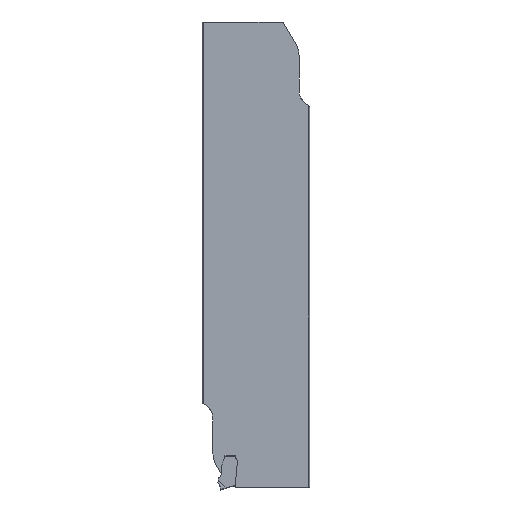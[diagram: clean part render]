
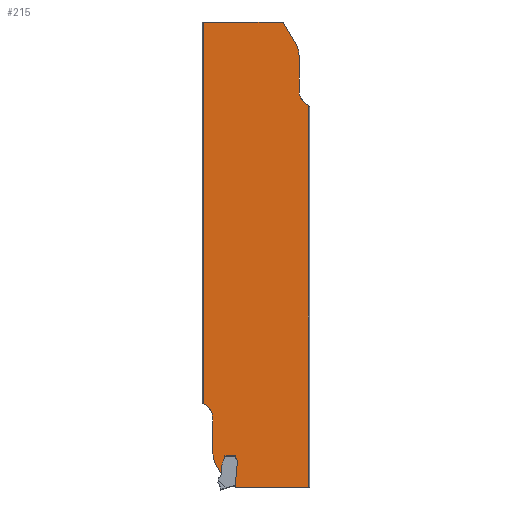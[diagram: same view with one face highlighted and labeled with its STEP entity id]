
A CAD part, left-side view. The second image highlights one B-rep face of the part: STEP entity #215.
In plain terms, the highlighted planar face has unit normal (-1, 0, 0).
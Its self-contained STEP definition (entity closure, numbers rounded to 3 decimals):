
#163=CIRCLE('',#1682,4.1);
#164=CIRCLE('',#1684,6.);
#165=CIRCLE('',#1685,1.);
#166=CIRCLE('',#1686,0.6);
#167=CIRCLE('',#1687,0.45);
#168=CIRCLE('',#1688,0.25);
#169=CIRCLE('',#1689,4.1);
#170=CIRCLE('',#1690,6.);
#215=ADVANCED_FACE('SHANKHEAD_FACE_LEFT',(#335),#295,.T.);
#295=PLANE('',#1691);
#335=FACE_OUTER_BOUND('',#416,.T.);
#416=EDGE_LOOP('',(#539,#540,#541,#542,#543,#544,#545,#546,#547,#548,#549,
#550,#551,#552,#553,#554,#555,#556,#557,#558,#559,#560,#561));
#496=B_SPLINE_CURVE_WITH_KNOTS('',3,(#2391,#2392,#2393,#2394,#2395,#2396,
#2397,#2398,#2399,#2400,#2401,#2402,#2403,#2404,#2405,#2406,#2407,#2408,
#2409,#2410,#2411,#2412,#2413),.UNSPECIFIED.,.F.,.F.,(4,1,1,1,1,1,1,1,1,
1,1,1,1,1,1,1,1,1,1,1,4),(0.,0.082,0.119,0.128,
0.135,0.156,0.167,0.185,0.192,
0.204,0.208,0.263,0.71,
0.787,0.814,0.829,0.85,0.858,
0.872,0.921,1.),.UNSPECIFIED.);
#539=ORIENTED_EDGE('',*,*,#1123,.F.);
#540=ORIENTED_EDGE('',*,*,#1122,.T.);
#541=ORIENTED_EDGE('',*,*,#1124,.T.);
#542=ORIENTED_EDGE('',*,*,#1125,.T.);
#543=ORIENTED_EDGE('',*,*,#1126,.T.);
#544=ORIENTED_EDGE('',*,*,#1127,.T.);
#545=ORIENTED_EDGE('',*,*,#1128,.F.);
#546=ORIENTED_EDGE('',*,*,#1129,.T.);
#547=ORIENTED_EDGE('',*,*,#1130,.T.);
#548=ORIENTED_EDGE('',*,*,#1131,.T.);
#549=ORIENTED_EDGE('',*,*,#1132,.F.);
#550=ORIENTED_EDGE('',*,*,#1133,.T.);
#551=ORIENTED_EDGE('',*,*,#1134,.T.);
#552=ORIENTED_EDGE('',*,*,#1135,.T.);
#553=ORIENTED_EDGE('',*,*,#1136,.F.);
#554=ORIENTED_EDGE('',*,*,#1137,.T.);
#555=ORIENTED_EDGE('',*,*,#1138,.T.);
#556=ORIENTED_EDGE('',*,*,#1139,.T.);
#557=ORIENTED_EDGE('',*,*,#1140,.T.);
#558=ORIENTED_EDGE('',*,*,#1141,.T.);
#559=ORIENTED_EDGE('',*,*,#1142,.T.);
#560=ORIENTED_EDGE('',*,*,#1143,.T.);
#561=ORIENTED_EDGE('',*,*,#1097,.T.);
#953=VERTEX_POINT('',#2298);
#954=VERTEX_POINT('',#2300);
#971=VERTEX_POINT('',#2356);
#976=VERTEX_POINT('',#2381);
#977=VERTEX_POINT('',#2386);
#978=VERTEX_POINT('',#2388);
#979=VERTEX_POINT('',#2390);
#980=VERTEX_POINT('',#2414);
#981=VERTEX_POINT('',#2416);
#982=VERTEX_POINT('',#2418);
#983=VERTEX_POINT('',#2420);
#984=VERTEX_POINT('',#2422);
#985=VERTEX_POINT('',#2424);
#986=VERTEX_POINT('',#2426);
#987=VERTEX_POINT('',#2428);
#988=VERTEX_POINT('',#2430);
#989=VERTEX_POINT('',#2432);
#990=VERTEX_POINT('',#2434);
#991=VERTEX_POINT('',#2436);
#992=VERTEX_POINT('',#2438);
#993=VERTEX_POINT('',#2440);
#994=VERTEX_POINT('',#2442);
#995=VERTEX_POINT('',#2444);
#1097=EDGE_CURVE('',#954,#953,#1318,.T.);
#1122=EDGE_CURVE('',#971,#976,#163,.T.);
#1123=EDGE_CURVE('',#971,#953,#1332,.T.);
#1124=EDGE_CURVE('',#976,#977,#1333,.T.);
#1125=EDGE_CURVE('',#977,#978,#164,.T.);
#1126=EDGE_CURVE('',#978,#979,#1334,.T.);
#1127=EDGE_CURVE('',#979,#980,#496,.T.);
#1128=EDGE_CURVE('',#981,#980,#165,.T.);
#1129=EDGE_CURVE('',#981,#982,#1335,.T.);
#1130=EDGE_CURVE('',#982,#983,#166,.T.);
#1131=EDGE_CURVE('',#983,#984,#1336,.T.);
#1132=EDGE_CURVE('',#985,#984,#1337,.T.);
#1133=EDGE_CURVE('',#985,#986,#1338,.T.);
#1134=EDGE_CURVE('',#986,#987,#167,.T.);
#1135=EDGE_CURVE('',#987,#988,#1339,.T.);
#1136=EDGE_CURVE('',#989,#988,#168,.T.);
#1137=EDGE_CURVE('',#989,#990,#1340,.T.);
#1138=EDGE_CURVE('',#990,#991,#1341,.T.);
#1139=EDGE_CURVE('',#991,#992,#1342,.T.);
#1140=EDGE_CURVE('',#992,#993,#169,.T.);
#1141=EDGE_CURVE('',#993,#994,#1343,.T.);
#1142=EDGE_CURVE('',#994,#995,#170,.T.);
#1143=EDGE_CURVE('',#995,#954,#1344,.T.);
#1318=LINE('',#2299,#1453);
#1332=LINE('',#2384,#1467);
#1333=LINE('',#2385,#1468);
#1334=LINE('',#2389,#1469);
#1335=LINE('',#2417,#1470);
#1336=LINE('',#2421,#1471);
#1337=LINE('',#2423,#1472);
#1338=LINE('',#2425,#1473);
#1339=LINE('',#2429,#1474);
#1340=LINE('',#2433,#1475);
#1341=LINE('',#2435,#1476);
#1342=LINE('',#2437,#1477);
#1343=LINE('',#2441,#1478);
#1344=LINE('',#2445,#1479);
#1453=VECTOR('',#1838,1.);
#1467=VECTOR('',#1878,1.);
#1468=VECTOR('',#1879,1.);
#1469=VECTOR('',#1882,1.);
#1470=VECTOR('',#1885,1.);
#1471=VECTOR('',#1888,1.);
#1472=VECTOR('',#1889,1.);
#1473=VECTOR('',#1890,1.);
#1474=VECTOR('',#1893,1.);
#1475=VECTOR('',#1896,1.);
#1476=VECTOR('',#1897,1.);
#1477=VECTOR('',#1898,1.);
#1478=VECTOR('',#1901,1.);
#1479=VECTOR('',#1904,1.);
#1682=AXIS2_PLACEMENT_3D('',#2382,#1874,#1875);
#1684=AXIS2_PLACEMENT_3D('',#2387,#1880,#1881);
#1685=AXIS2_PLACEMENT_3D('',#2415,#1883,#1884);
#1686=AXIS2_PLACEMENT_3D('',#2419,#1886,#1887);
#1687=AXIS2_PLACEMENT_3D('',#2427,#1891,#1892);
#1688=AXIS2_PLACEMENT_3D('',#2431,#1894,#1895);
#1689=AXIS2_PLACEMENT_3D('',#2439,#1899,#1900);
#1690=AXIS2_PLACEMENT_3D('',#2443,#1902,#1903);
#1691=AXIS2_PLACEMENT_3D('',#2446,#1905,#1906);
#1838=DIRECTION('',(0.,1.,0.));
#1874=DIRECTION('',(1.,0.,0.));
#1875=DIRECTION('',(0.,1.,0.));
#1878=DIRECTION('',(0.,0.,1.));
#1879=DIRECTION('',(0.,0.,-1.));
#1880=DIRECTION('',(-1.,0.,0.));
#1881=DIRECTION('',(0.,1.,0.));
#1882=DIRECTION('',(0.,-0.5,-0.866));
#1883=DIRECTION('',(-1.,0.,0.));
#1884=DIRECTION('',(0.,1.,0.));
#1885=DIRECTION('',(0.,-0.383,0.924));
#1886=DIRECTION('',(-1.,0.,0.));
#1887=DIRECTION('',(0.,1.,0.));
#1888=DIRECTION('',(0.,-0.194,0.981));
#1889=DIRECTION('',(0.,1.,0.));
#1890=DIRECTION('',(0.,0.,-1.));
#1891=DIRECTION('',(-1.,0.,0.));
#1892=DIRECTION('',(0.,1.,0.));
#1893=DIRECTION('',(0.,-0.574,-0.819));
#1894=DIRECTION('',(-1.,0.,0.));
#1895=DIRECTION('',(0.,1.,0.));
#1896=DIRECTION('',(0.,0.087,-0.996));
#1897=DIRECTION('',(0.,-1.,0.));
#1898=DIRECTION('',(0.,0.,1.));
#1899=DIRECTION('',(1.,0.,0.));
#1900=DIRECTION('',(0.,1.,0.));
#1901=DIRECTION('',(0.,0.,1.));
#1902=DIRECTION('',(-1.,0.,0.));
#1903=DIRECTION('',(0.,1.,0.));
#1904=DIRECTION('',(0.,0.5,0.866));
#1905=DIRECTION('',(-1.,0.,0.));
#1906=DIRECTION('',(0.,1.,0.));
#2298=CARTESIAN_POINT('',(-2.35,25.27,0.));
#2299=CARTESIAN_POINT('',(-2.35,28.25,0.));
#2300=CARTESIAN_POINT('',(-2.35,6.56,0.));
#2356=CARTESIAN_POINT('',(-2.35,25.27,-89.675));
#2381=CARTESIAN_POINT('',(-2.35,23.085,-93.3));
#2382=CARTESIAN_POINT('',(-2.35,27.185,-93.3));
#2384=CARTESIAN_POINT('',(-2.35,25.27,-121.));
#2385=CARTESIAN_POINT('',(-2.35,23.085,-124.085));
#2386=CARTESIAN_POINT('',(-2.35,23.085,-101.256));
#2387=CARTESIAN_POINT('',(-2.35,17.085,-101.256));
#2388=CARTESIAN_POINT('',(-2.35,22.281,-104.256));
#2389=CARTESIAN_POINT('',(-2.35,15.187,-116.543));
#2390=CARTESIAN_POINT('',(-2.35,21.139,-106.235));
#2391=CARTESIAN_POINT('',(-2.35,21.624,-107.086));
#2392=CARTESIAN_POINT('',(-2.35,21.548,-107.042));
#2393=CARTESIAN_POINT('',(-2.35,21.442,-106.98));
#2394=CARTESIAN_POINT('',(-2.35,21.332,-106.917));
#2395=CARTESIAN_POINT('',(-2.35,21.289,-106.892));
#2396=CARTESIAN_POINT('',(-2.35,21.259,-106.873));
#2397=CARTESIAN_POINT('',(-2.35,21.234,-106.848));
#2398=CARTESIAN_POINT('',(-2.35,21.208,-106.812));
#2399=CARTESIAN_POINT('',(-2.35,21.195,-106.783));
#2400=CARTESIAN_POINT('',(-2.35,21.185,-106.75));
#2401=CARTESIAN_POINT('',(-2.35,21.182,-106.728));
#2402=CARTESIAN_POINT('',(-2.35,21.176,-106.656));
#2403=CARTESIAN_POINT('',(-2.35,21.127,-106.106));
#2404=CARTESIAN_POINT('',(-2.35,21.061,-105.34));
#2405=CARTESIAN_POINT('',(-2.35,20.994,-104.583));
#2406=CARTESIAN_POINT('',(-2.35,20.98,-104.419));
#2407=CARTESIAN_POINT('',(-2.35,20.972,-104.333));
#2408=CARTESIAN_POINT('',(-2.35,20.964,-104.272));
#2409=CARTESIAN_POINT('',(-2.35,20.955,-104.213));
#2410=CARTESIAN_POINT('',(-2.35,20.936,-104.117));
#2411=CARTESIAN_POINT('',(-2.35,20.898,-103.926));
#2412=CARTESIAN_POINT('',(-2.35,20.864,-103.753));
#2413=CARTESIAN_POINT('',(-2.35,20.843,-103.647));
#2414=CARTESIAN_POINT('',(-2.35,20.843,-103.647));
#2415=CARTESIAN_POINT('',(-2.35,19.862,-103.841));
#2416=CARTESIAN_POINT('',(-2.35,20.786,-103.458));
#2417=CARTESIAN_POINT('',(-2.35,29.172,-123.703));
#2418=CARTESIAN_POINT('',(-2.35,20.311,-102.313));
#2419=CARTESIAN_POINT('',(-2.35,20.866,-102.083));
#2420=CARTESIAN_POINT('',(-2.35,20.277,-102.2));
#2421=CARTESIAN_POINT('',(-2.35,24.752,-124.778));
#2422=CARTESIAN_POINT('',(-2.35,20.238,-102.));
#2423=CARTESIAN_POINT('',(-2.35,28.25,-102.));
#2424=CARTESIAN_POINT('',(-2.35,17.654,-102.));
#2425=CARTESIAN_POINT('',(-2.35,17.654,-124.085));
#2426=CARTESIAN_POINT('',(-2.35,17.654,-102.508));
#2427=CARTESIAN_POINT('',(-2.35,17.204,-102.508));
#2428=CARTESIAN_POINT('',(-2.35,17.573,-102.766));
#2429=CARTESIAN_POINT('',(-2.35,11.069,-112.055));
#2430=CARTESIAN_POINT('',(-2.35,17.37,-103.056));
#2431=CARTESIAN_POINT('',(-2.35,17.575,-103.199));
#2432=CARTESIAN_POINT('',(-2.35,17.326,-103.221));
#2433=CARTESIAN_POINT('',(-2.35,19.22,-124.875));
#2434=CARTESIAN_POINT('',(-2.35,17.862,-109.35));
#2435=CARTESIAN_POINT('',(-2.35,28.25,-109.35));
#2436=CARTESIAN_POINT('',(-2.35,0.63,-109.35));
#2437=CARTESIAN_POINT('',(-2.35,0.63,-121.));
#2438=CARTESIAN_POINT('',(-2.35,0.63,-19.675));
#2439=CARTESIAN_POINT('',(-2.35,-1.285,-16.05));
#2440=CARTESIAN_POINT('',(-2.35,2.815,-16.05));
#2441=CARTESIAN_POINT('',(-2.35,2.815,-124.085));
#2442=CARTESIAN_POINT('',(-2.35,2.815,-8.094));
#2443=CARTESIAN_POINT('',(-2.35,8.815,-8.094));
#2444=CARTESIAN_POINT('',(-2.35,3.619,-5.094));
#2445=CARTESIAN_POINT('',(-2.35,-41.748,-83.672));
#2446=CARTESIAN_POINT('',(-2.35,28.25,-124.085));
